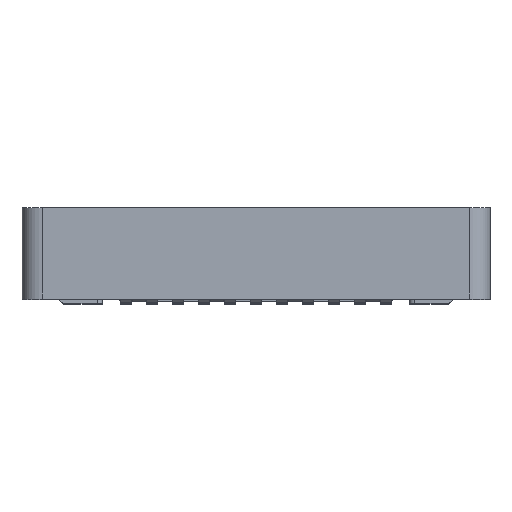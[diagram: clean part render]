
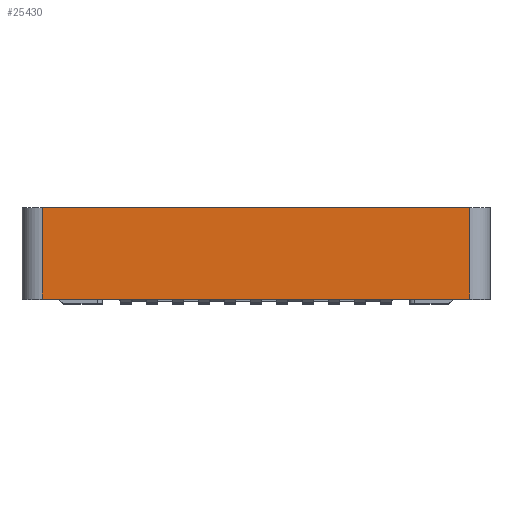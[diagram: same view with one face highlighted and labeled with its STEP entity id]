
A CAD part, top view. The second image highlights one B-rep face of the part: STEP entity #25430.
In plain terms, the highlighted planar face has unit normal (0, 0, 1).
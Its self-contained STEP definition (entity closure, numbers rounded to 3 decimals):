
#4733 = EDGE_CURVE ( 'NONE', #31990, #38828, #35077, .T. ) ;
#5235 = CARTESIAN_POINT ( 'NONE',  ( 10.43, 37.029, 11.43 ) ) ;
#7091 = LINE ( 'NONE', #25076, #31071 ) ;
#11153 = VECTOR ( 'NONE', #47013, 1000. ) ;
#11499 = VERTEX_POINT ( 'NONE', #42386 ) ;
#11937 = EDGE_LOOP ( 'NONE', ( #28729, #34591, #47494, #40692 ) ) ;
#12063 = CARTESIAN_POINT ( 'NONE',  ( -10.43, 37.029, 11.43 ) ) ;
#12999 = VECTOR ( 'NONE', #19866, 1000. ) ;
#13704 = CARTESIAN_POINT ( 'NONE',  ( -11.43, 37.029, 11.43 ) ) ;
#14160 = CARTESIAN_POINT ( 'NONE',  ( -10.43, 0.23, 11.43 ) ) ;
#16339 = LINE ( 'NONE', #5235, #11153 ) ;
#16912 = FACE_OUTER_BOUND ( 'NONE', #11937, .T. ) ;
#18940 = CARTESIAN_POINT ( 'NONE',  ( 10.43, 4.7, 11.43 ) ) ;
#19866 = DIRECTION ( 'NONE',  ( 0., -1., 0. ) ) ;
#21857 = DIRECTION ( 'NONE',  ( 0., 0., -1. ) ) ;
#23708 = DIRECTION ( 'NONE',  ( 1., 0., 0. ) ) ;
#24043 = AXIS2_PLACEMENT_3D ( 'NONE', #13704, #21857, #38360 ) ;
#24875 = EDGE_CURVE ( 'NONE', #11499, #35090, #16339, .T. ) ;
#25076 = CARTESIAN_POINT ( 'NONE',  ( -11.43, 4.7, 11.43 ) ) ;
#25107 = EDGE_CURVE ( 'NONE', #38828, #11499, #44224, .T. ) ;
#25430 = ADVANCED_FACE ( 'NONE', ( #16912 ), #34186, .F. ) ;
#28041 = CARTESIAN_POINT ( 'NONE',  ( -11.43, 0.23, 11.43 ) ) ;
#28729 = ORIENTED_EDGE ( 'NONE', *, *, #37840, .F. ) ;
#29444 = DIRECTION ( 'NONE',  ( 1., 0., 0. ) ) ;
#31071 = VECTOR ( 'NONE', #29444, 1000. ) ;
#31725 = CARTESIAN_POINT ( 'NONE',  ( -10.43, 4.7, 11.43 ) ) ;
#31990 = VERTEX_POINT ( 'NONE', #31725 ) ;
#34186 = PLANE ( 'NONE',  #24043 ) ;
#34591 = ORIENTED_EDGE ( 'NONE', *, *, #4733, .T. ) ;
#35077 = LINE ( 'NONE', #12063, #12999 ) ;
#35090 = VERTEX_POINT ( 'NONE', #18940 ) ;
#37840 = EDGE_CURVE ( 'NONE', #31990, #35090, #7091, .T. ) ;
#38360 = DIRECTION ( 'NONE',  ( -1., 0., 0. ) ) ;
#38828 = VERTEX_POINT ( 'NONE', #14160 ) ;
#40692 = ORIENTED_EDGE ( 'NONE', *, *, #24875, .T. ) ;
#40972 = VECTOR ( 'NONE', #23708, 1000. ) ;
#42386 = CARTESIAN_POINT ( 'NONE',  ( 10.43, 0.23, 11.43 ) ) ;
#44224 = LINE ( 'NONE', #28041, #40972 ) ;
#47013 = DIRECTION ( 'NONE',  ( 0., 1., 0. ) ) ;
#47494 = ORIENTED_EDGE ( 'NONE', *, *, #25107, .T. ) ;
